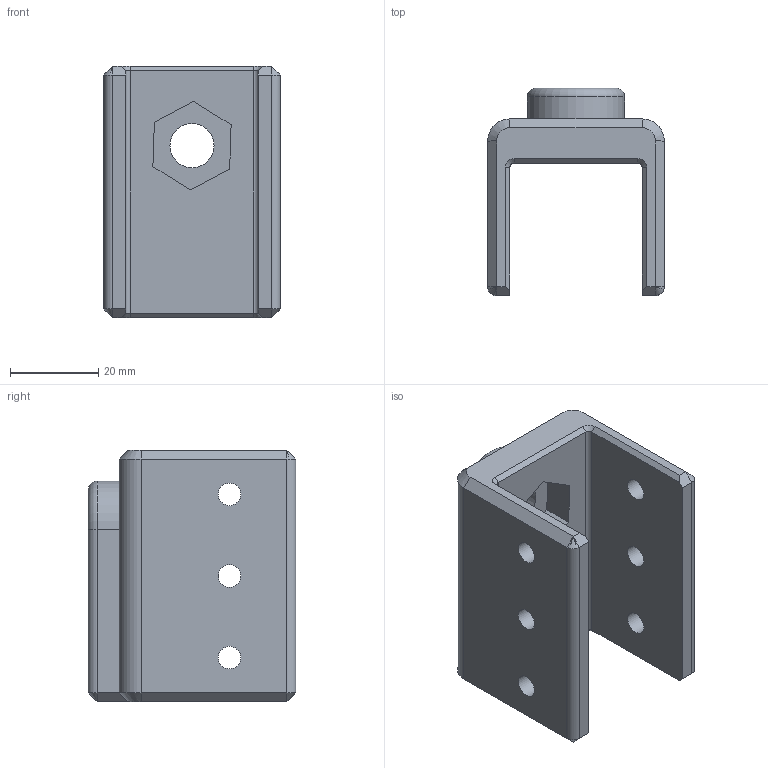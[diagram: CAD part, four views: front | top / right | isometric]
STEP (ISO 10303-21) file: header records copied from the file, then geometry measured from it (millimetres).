
FILE_DESCRIPTION(/* description */ ('','CAx-IF Rec.Pracs.---Representation and Presentation of Product Manufacturing Information (PMI)---4.0---2014-10-13'),/* implementation_level */ '2;1');
FILE_NAME(/* name */ 'vaha holder v2.step',/* time_stamp */ '2024-12-11T19:10:29+01:00',/* author */ (''),/* organization */ (''),/* preprocessor_version */ 'ST-DEVELOPER v20',/* originating_system */ 'Autodesk Translation Framework v13.20.0.188',/* authorisation */ '');
FILE_SCHEMA (('AP242_MANAGED_MODEL_BASED_3D_ENGINEERING_MIM_LF { 1 0 10303 442 1 1 4 }'));
Length unit declared in the file: millimetre
Products named in the file (1): vaha holder
Bounding box: 40 x 47 x 57 mm (x, y, z)
Volume: 42630.6 mm3; surface area: 14758.7 mm2
Topology: 1 solids, 1 shells, 71 faces, 172 edges, 98 vertices
Faces by surface type: plane 40, cylinder 16, cone 14, torus 1
Full cylindrical faces by diameter (mm): 5.1 x6, 10 x1
Entity records: 2038 total; most frequent: DIRECTION 351, CARTESIAN_POINT 336, ORIENTED_EDGE 332, EDGE_CURVE 166, LINE 125, VECTOR 125, AXIS2_PLACEMENT_3D 113, VERTEX_POINT 98
